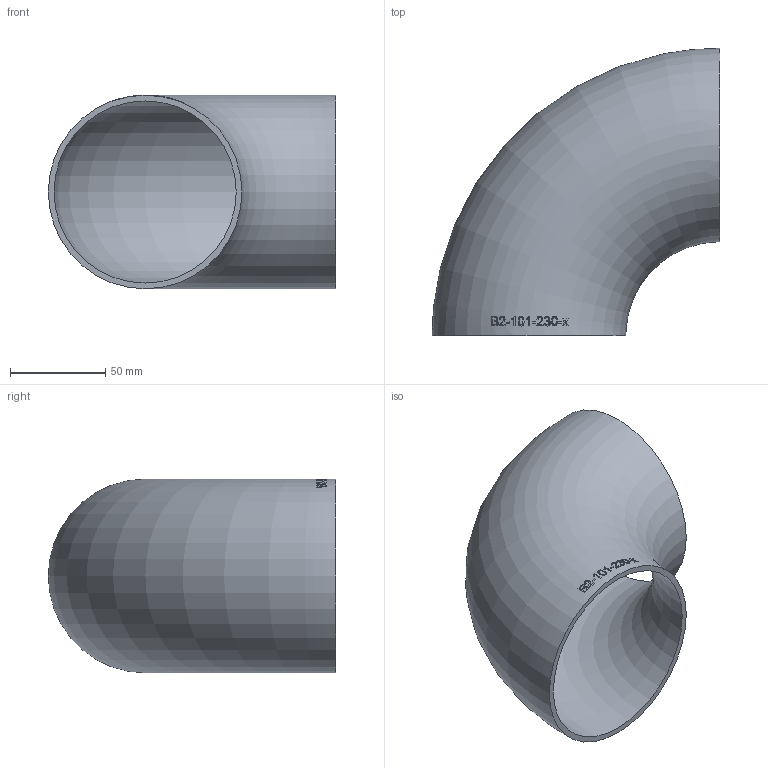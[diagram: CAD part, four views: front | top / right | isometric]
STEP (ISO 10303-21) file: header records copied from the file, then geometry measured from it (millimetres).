
FILE_DESCRIPTION (( 'STEP AP214' ), '1' );
FILE_NAME ('B2-101-230-x Bogen 2003.STEP', '2020-03-31T12:42:31', ( '' ), ( '' ), 'SwSTEP 2.0', 'SolidWorks 2019', '' );
FILE_SCHEMA (( 'AUTOMOTIVE_DESIGN' ));
Length unit declared in the file: millimetre
Products named in the file (1): B2-101-230-x Bogen 2003
Bounding box: 150.8 x 150.8 x 101.6 mm (x, y, z)
Volume: 145969.1 mm3; surface area: 99180.2 mm2
Topology: 1 solids, 1 shells, 143 faces, 379 edges, 253 vertices
Faces by surface type: bspline 123, torus 18, plane 2
Entity records: 19713 total; most frequent: CARTESIAN_POINT 15761, ORIENTED_EDGE 746, EDGE_CURVE 373, B_SPLINE_CURVE_WITH_KNOTS 369, VERTEX_POINT 250, EDGE_LOOP 163, FACE_OUTER_BOUND 145, ADVANCED_FACE 143
